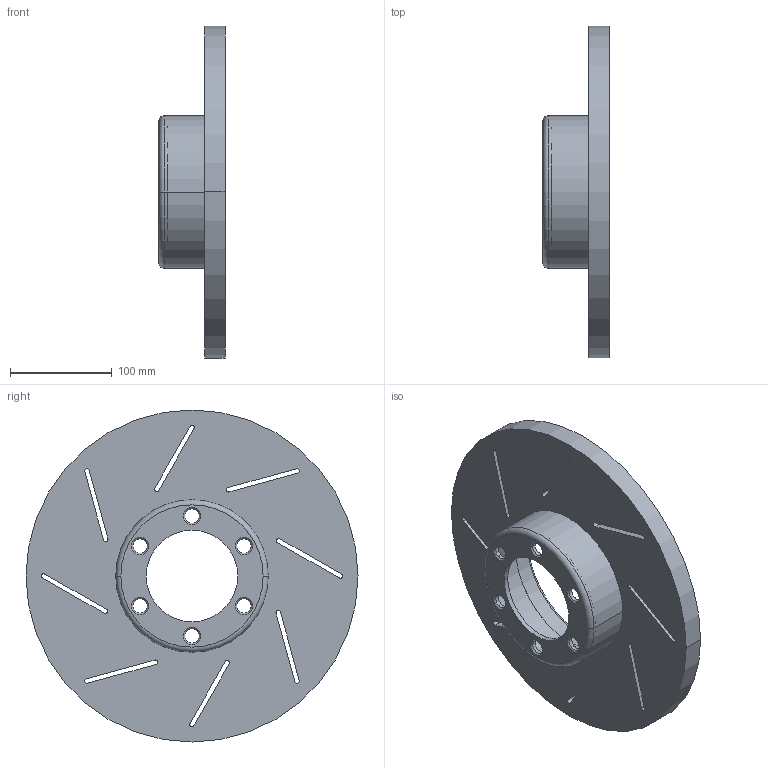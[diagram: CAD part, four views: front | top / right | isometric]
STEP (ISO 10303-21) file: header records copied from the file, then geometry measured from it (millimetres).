
FILE_DESCRIPTION(('CATIA V5 STEP Exchange'),'2;1');
FILE_NAME('disc de frana profilat.stp','2024-06-09T13:17:35+00:00',('none'),('none'),'CATIA Version 5 Release 21 GA (IN-10)','CATIA V5 STEP AP203','none');
FILE_SCHEMA(('CONFIG_CONTROL_DESIGN'));
Length unit declared in the file: millimetre
Products named in the file (1): Part2
Bounding box: 65 x 326.6 x 326.6 mm (x, y, z)
Volume: 1337968.8 mm3; surface area: 242449.4 mm2
Topology: 2 solids, 2 shells, 77 faces, 198 edges, 126 vertices
Faces by surface type: cylinder 38, plane 21, cone 12, torus 6
Entity records: 2317 total; most frequent: ORIENTED_EDGE 396, CARTESIAN_POINT 391, DIRECTION 330, EDGE_CURVE 198, AXIS2_PLACEMENT_3D 167, VERTEX_POINT 126, EDGE_LOOP 110, CIRCLE 100
